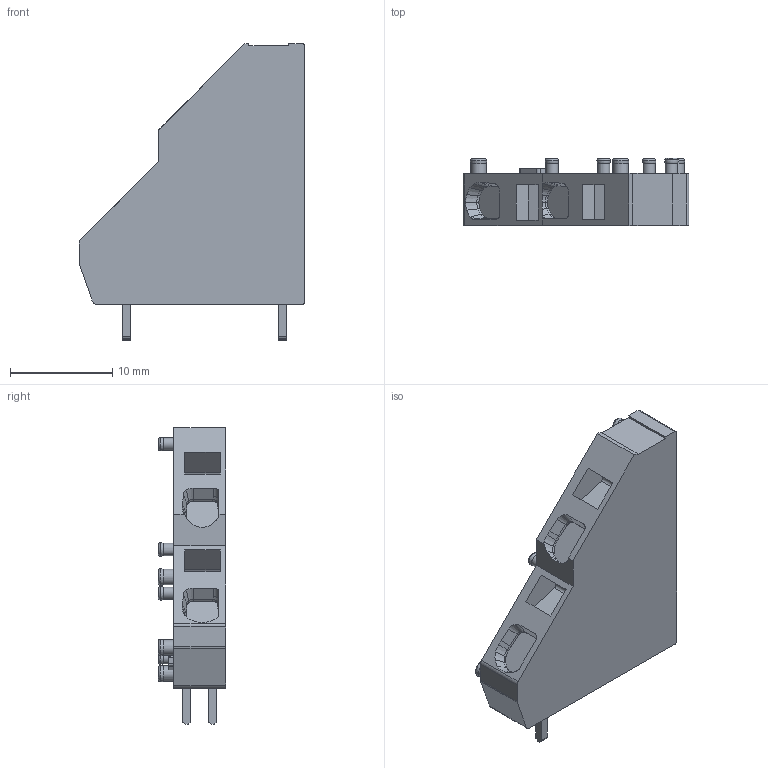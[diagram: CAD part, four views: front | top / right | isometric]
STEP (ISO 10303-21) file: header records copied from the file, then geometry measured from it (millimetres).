
FILE_DESCRIPTION(/* description */ ('Unknown'),/* implementation_level */ '2;1');
FILE_NAME(/* name */ 'SQECDD_3D SOLID',/* time_stamp */ '2024-02-03T09:42:09+05:00',/* author */ ('Unknown'),/* organization */ ('Unknown'),/* preprocessor_version */ 'ST-DEVELOPER v16.7',/* originating_system */ 'Solid Edge',/* authorisation */ 'Unknown');
FILE_SCHEMA (('AUTOMOTIVE_DESIGN {1 0 10303 214 3 1 1}'));
Length unit declared in the file: millimetre
Products named in the file (1): Part1
Bounding box: 22.07 x 6.58 x 29 mm (x, y, z)
Volume: 1985.6 mm3; surface area: 1400.7 mm2
Topology: 1 solids, 1 shells, 166 faces, 414 edges, 263 vertices
Faces by surface type: plane 63, cylinder 34, torus 31, cone 25, bspline 10, sphere 3
Full cylindrical faces by diameter (mm): 1.2 x4, 1.5 x3
Entity records: 6067 total; most frequent: CARTESIAN_POINT 967, DIRECTION 861, ORIENTED_EDGE 772, EDGE_CURVE 386, AXIS2_PLACEMENT_3D 334, VERTEX_POINT 256, EDGE_LOOP 200, FACE_BOUND 200
